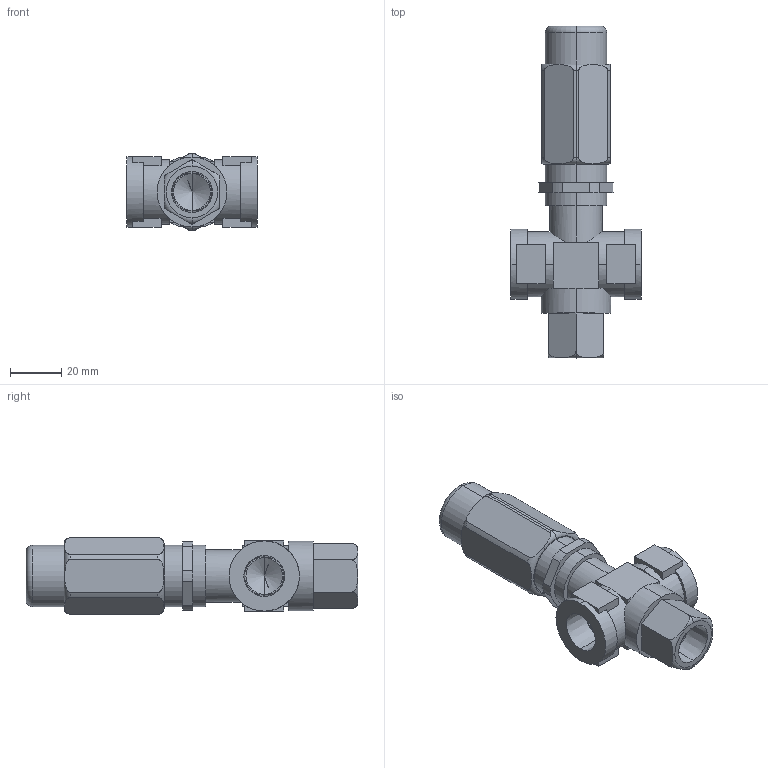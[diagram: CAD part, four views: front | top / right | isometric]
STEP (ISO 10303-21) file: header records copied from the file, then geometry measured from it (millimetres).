
FILE_DESCRIPTION (( 'STEP AP203' ), '1' );
FILE_NAME ('7190.STEP', '2017-03-30T11:40:00', ( 'IT' ), ( 'Microsoft' ), 'SwSTEP 2.0', 'SolidWorks 2017', '' );
FILE_SCHEMA (( 'CONFIG_CONTROL_DESIGN' ));
Length unit declared in the file: inch
Products named in the file (1): 7190
Bounding box: 50.8 x 129.54 x 29.9 mm (x, y, z)
Volume: 72471 mm3; surface area: 18050.2 mm2
Topology: 1 solids, 1 shells, 142 faces, 357 edges, 223 vertices
Faces by surface type: plane 85, cylinder 37, cone 12, torus 8
Entity records: 4952 total; most frequent: CARTESIAN_POINT 1419, DIRECTION 759, ORIENTED_EDGE 702, EDGE_CURVE 351, AXIS2_PLACEMENT_3D 287, VERTEX_POINT 223, LINE 185, VECTOR 185
